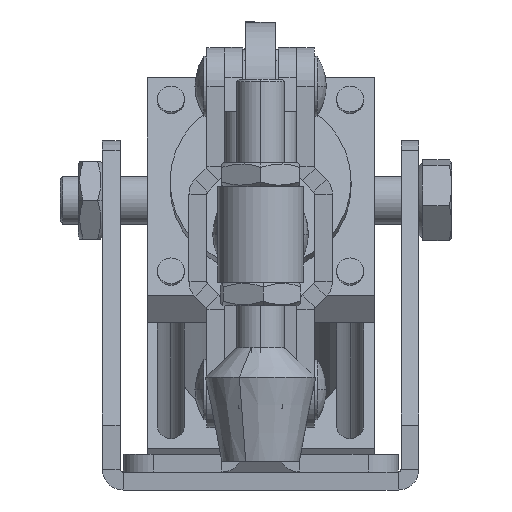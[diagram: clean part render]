
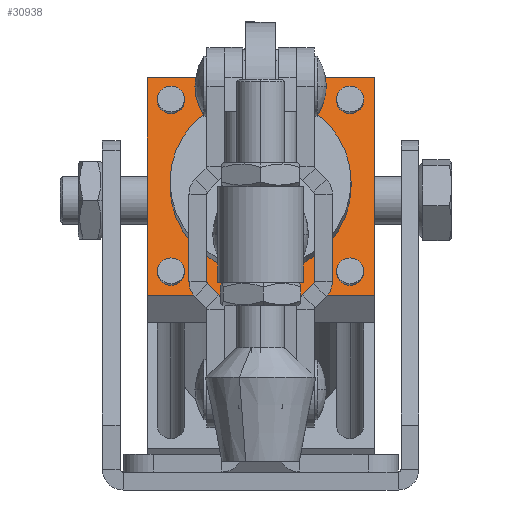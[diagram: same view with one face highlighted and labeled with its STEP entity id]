
A CAD part, left-side view. The second image highlights one B-rep face of the part: STEP entity #30938.
In plain terms, the highlighted face is planar.
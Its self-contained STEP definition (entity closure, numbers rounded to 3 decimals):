
#2785 = EDGE_CURVE ( 'NONE', #16366, #16369, #8918, .T. ) ;
#2797 = EDGE_CURVE ( 'NONE', #16391, #16398, #8938, .T. ) ;
#2809 = EDGE_CURVE ( 'NONE', #16415, #16422, #8956, .T. ) ;
#2821 = EDGE_CURVE ( 'NONE', #16439, #16445, #8974, .T. ) ;
#2861 = EDGE_CURVE ( 'NONE', #16521, #16527, #9034, .T. ) ;
#3160 = EDGE_CURVE ( 'NONE', #29752, #29747, #9241, .T. ) ;
#3171 = EDGE_CURVE ( 'NONE', #16369, #16366, #9263, .T. ) ;
#3172 = EDGE_CURVE ( 'NONE', #16398, #16391, #9265, .T. ) ;
#3173 = EDGE_CURVE ( 'NONE', #16422, #16415, #9266, .T. ) ;
#3174 = EDGE_CURVE ( 'NONE', #16445, #16439, #9267, .T. ) ;
#3175 = EDGE_CURVE ( 'NONE', #29747, #29756, #9268, .T. ) ;
#3176 = EDGE_CURVE ( 'NONE', #29758, #29756, #9269, .T. ) ;
#3177 = EDGE_CURVE ( 'NONE', #29752, #29758, #9259, .T. ) ;
#3178 = EDGE_CURVE ( 'NONE', #16527, #16521, #9273, .T. ) ;
#7298 = DIRECTION ( 'NONE',  ( 1., 0., 0. ) ) ;
#7306 = PLANE ( 'NONE',  #10575 ) ;
#7307 = CARTESIAN_POINT ( 'NONE',  ( 3., 19., 19. ) ) ;
#7309 = DIRECTION ( 'NONE',  ( 0., 1., 0. ) ) ;
#8918 = CIRCLE ( 'NONE', #26599, 2.25 ) ;
#8938 = CIRCLE ( 'NONE', #26605, 2.25 ) ;
#8956 = CIRCLE ( 'NONE', #26611, 2.25 ) ;
#8974 = CIRCLE ( 'NONE', #26617, 2.25 ) ;
#9034 = CIRCLE ( 'NONE', #26637, 15.15 ) ;
#9241 = LINE ( 'NONE', #27796, #9249 ) ;
#9249 = VECTOR ( 'NONE', #27801, 1000. ) ;
#9259 = LINE ( 'NONE', #27837, #9274 ) ;
#9263 = CIRCLE ( 'NONE', #26691, 2.25 ) ;
#9265 = CIRCLE ( 'NONE', #26692, 2.25 ) ;
#9266 = CIRCLE ( 'NONE', #26693, 2.25 ) ;
#9267 = CIRCLE ( 'NONE', #26694, 2.25 ) ;
#9268 = LINE ( 'NONE', #27831, #9270 ) ;
#9269 = LINE ( 'NONE', #27841, #9272 ) ;
#9270 = VECTOR ( 'NONE', #27832, 1000. ) ;
#9272 = VECTOR ( 'NONE', #27843, 1000. ) ;
#9273 = CIRCLE ( 'NONE', #26695, 15.15 ) ;
#9274 = VECTOR ( 'NONE', #27844, 1000. ) ;
#10575 = AXIS2_PLACEMENT_3D ( 'NONE', #7307, #7298, #7309 ) ;
#15060 = ORIENTED_EDGE ( 'NONE', *, *, #2861, .T. ) ;
#16366 = VERTEX_POINT ( 'NONE', #17470 ) ;
#16369 = VERTEX_POINT ( 'NONE', #17471 ) ;
#16391 = VERTEX_POINT ( 'NONE', #17482 ) ;
#16398 = VERTEX_POINT ( 'NONE', #17485 ) ;
#16415 = VERTEX_POINT ( 'NONE', #17494 ) ;
#16422 = VERTEX_POINT ( 'NONE', #17497 ) ;
#16439 = VERTEX_POINT ( 'NONE', #17506 ) ;
#16445 = VERTEX_POINT ( 'NONE', #17509 ) ;
#16521 = VERTEX_POINT ( 'NONE', #17546 ) ;
#16527 = VERTEX_POINT ( 'NONE', #17550 ) ;
#17155 = CARTESIAN_POINT ( 'NONE',  ( 3., -15., 15. ) ) ;
#17156 = DIRECTION ( 'NONE',  ( 1., 0., 0. ) ) ;
#17157 = DIRECTION ( 'NONE',  ( 0., 1., 0. ) ) ;
#17185 = CARTESIAN_POINT ( 'NONE',  ( 3., -15., -15. ) ) ;
#17186 = DIRECTION ( 'NONE',  ( 1., 0., 0. ) ) ;
#17187 = DIRECTION ( 'NONE',  ( 0., 1., 0. ) ) ;
#17215 = CARTESIAN_POINT ( 'NONE',  ( 3., 15., -15. ) ) ;
#17216 = DIRECTION ( 'NONE',  ( 1., 0., 0. ) ) ;
#17217 = DIRECTION ( 'NONE',  ( 0., 1., 0. ) ) ;
#17245 = CARTESIAN_POINT ( 'NONE',  ( 3., 15., 15. ) ) ;
#17246 = DIRECTION ( 'NONE',  ( 1., 0., 0. ) ) ;
#17247 = DIRECTION ( 'NONE',  ( 0., 1., 0. ) ) ;
#17470 = CARTESIAN_POINT ( 'NONE',  ( 3., -12.75, 15. ) ) ;
#17471 = CARTESIAN_POINT ( 'NONE',  ( 3., -17.25, 15. ) ) ;
#17482 = CARTESIAN_POINT ( 'NONE',  ( 3., -12.75, -15. ) ) ;
#17485 = CARTESIAN_POINT ( 'NONE',  ( 3., -17.25, -15. ) ) ;
#17494 = CARTESIAN_POINT ( 'NONE',  ( 3., 17.25, -15. ) ) ;
#17497 = CARTESIAN_POINT ( 'NONE',  ( 3., 12.75, -15. ) ) ;
#17506 = CARTESIAN_POINT ( 'NONE',  ( 3., 17.25, 15. ) ) ;
#17509 = CARTESIAN_POINT ( 'NONE',  ( 3., 12.75, 15. ) ) ;
#17546 = CARTESIAN_POINT ( 'NONE',  ( 3., 0., -15.15 ) ) ;
#17550 = CARTESIAN_POINT ( 'NONE',  ( 3., 0., 15.15 ) ) ;
#20712 = CARTESIAN_POINT ( 'NONE',  ( 3., 0., 0. ) ) ;
#20714 = DIRECTION ( 'NONE',  ( 1., 0., 0. ) ) ;
#20716 = DIRECTION ( 'NONE',  ( 0., 1., 0. ) ) ;
#22610 = FACE_BOUND ( 'NONE', #29613, .T. ) ;
#22613 = FACE_BOUND ( 'NONE', #29610, .T. ) ;
#22615 = FACE_OUTER_BOUND ( 'NONE', #29604, .T. ) ;
#22617 = FACE_BOUND ( 'NONE', #29605, .T. ) ;
#22619 = FACE_BOUND ( 'NONE', #29615, .T. ) ;
#22620 = FACE_BOUND ( 'NONE', #29617, .T. ) ;
#25877 = ORIENTED_EDGE ( 'NONE', *, *, #3171, .T. ) ;
#25878 = ORIENTED_EDGE ( 'NONE', *, *, #2785, .T. ) ;
#25879 = ORIENTED_EDGE ( 'NONE', *, *, #3172, .T. ) ;
#25880 = ORIENTED_EDGE ( 'NONE', *, *, #2797, .T. ) ;
#25881 = ORIENTED_EDGE ( 'NONE', *, *, #3173, .T. ) ;
#25882 = ORIENTED_EDGE ( 'NONE', *, *, #2809, .T. ) ;
#25883 = ORIENTED_EDGE ( 'NONE', *, *, #3174, .T. ) ;
#25884 = ORIENTED_EDGE ( 'NONE', *, *, #2821, .T. ) ;
#25885 = ORIENTED_EDGE ( 'NONE', *, *, #3175, .T. ) ;
#25886 = ORIENTED_EDGE ( 'NONE', *, *, #3176, .F. ) ;
#25887 = ORIENTED_EDGE ( 'NONE', *, *, #3177, .F. ) ;
#25888 = ORIENTED_EDGE ( 'NONE', *, *, #3160, .T. ) ;
#25889 = ORIENTED_EDGE ( 'NONE', *, *, #3178, .T. ) ;
#26599 = AXIS2_PLACEMENT_3D ( 'NONE', #17155, #17156, #17157 ) ;
#26605 = AXIS2_PLACEMENT_3D ( 'NONE', #17185, #17186, #17187 ) ;
#26611 = AXIS2_PLACEMENT_3D ( 'NONE', #17215, #17216, #17217 ) ;
#26617 = AXIS2_PLACEMENT_3D ( 'NONE', #17245, #17246, #17247 ) ;
#26637 = AXIS2_PLACEMENT_3D ( 'NONE', #20712, #20714, #20716 ) ;
#26691 = AXIS2_PLACEMENT_3D ( 'NONE', #27825, #27826, #27827 ) ;
#26692 = AXIS2_PLACEMENT_3D ( 'NONE', #27828, #27829, #27830 ) ;
#26693 = AXIS2_PLACEMENT_3D ( 'NONE', #27833, #27834, #27835 ) ;
#26694 = AXIS2_PLACEMENT_3D ( 'NONE', #27838, #27839, #27840 ) ;
#26695 = AXIS2_PLACEMENT_3D ( 'NONE', #27845, #27846, #27847 ) ;
#27796 = CARTESIAN_POINT ( 'NONE',  ( 3., 19., 19. ) ) ;
#27801 = DIRECTION ( 'NONE',  ( 0., 0., -1. ) ) ;
#27825 = CARTESIAN_POINT ( 'NONE',  ( 3., -15., 15. ) ) ;
#27826 = DIRECTION ( 'NONE',  ( 1., 0., 0. ) ) ;
#27827 = DIRECTION ( 'NONE',  ( 0., 1., 0. ) ) ;
#27828 = CARTESIAN_POINT ( 'NONE',  ( 3., -15., -15. ) ) ;
#27829 = DIRECTION ( 'NONE',  ( 1., 0., 0. ) ) ;
#27830 = DIRECTION ( 'NONE',  ( 0., 1., 0. ) ) ;
#27831 = CARTESIAN_POINT ( 'NONE',  ( 3., 19., -19. ) ) ;
#27832 = DIRECTION ( 'NONE',  ( 0., -1., 0. ) ) ;
#27833 = CARTESIAN_POINT ( 'NONE',  ( 3., 15., -15. ) ) ;
#27834 = DIRECTION ( 'NONE',  ( 1., 0., 0. ) ) ;
#27835 = DIRECTION ( 'NONE',  ( 0., 1., 0. ) ) ;
#27837 = CARTESIAN_POINT ( 'NONE',  ( 3., 19., 19. ) ) ;
#27838 = CARTESIAN_POINT ( 'NONE',  ( 3., 15., 15. ) ) ;
#27839 = DIRECTION ( 'NONE',  ( 1., 0., 0. ) ) ;
#27840 = DIRECTION ( 'NONE',  ( 0., 1., 0. ) ) ;
#27841 = CARTESIAN_POINT ( 'NONE',  ( 3., -19., 19. ) ) ;
#27843 = DIRECTION ( 'NONE',  ( 0., 0., -1. ) ) ;
#27844 = DIRECTION ( 'NONE',  ( 0., -1., 0. ) ) ;
#27845 = CARTESIAN_POINT ( 'NONE',  ( 3., 0., 0. ) ) ;
#27846 = DIRECTION ( 'NONE',  ( 1., 0., 0. ) ) ;
#27847 = DIRECTION ( 'NONE',  ( 0., 1., 0. ) ) ;
#28900 = CARTESIAN_POINT ( 'NONE',  ( 3., 19., -19. ) ) ;
#28903 = CARTESIAN_POINT ( 'NONE',  ( 3., 19., 19. ) ) ;
#28906 = CARTESIAN_POINT ( 'NONE',  ( 3., -19., -19. ) ) ;
#28908 = CARTESIAN_POINT ( 'NONE',  ( 3., -19., 19. ) ) ;
#29604 = EDGE_LOOP ( 'NONE', ( #25885, #25886, #25887, #25888 ) ) ;
#29605 = EDGE_LOOP ( 'NONE', ( #25883, #25884 ) ) ;
#29610 = EDGE_LOOP ( 'NONE', ( #25881, #25882 ) ) ;
#29613 = EDGE_LOOP ( 'NONE', ( #25877, #25878 ) ) ;
#29615 = EDGE_LOOP ( 'NONE', ( #25879, #25880 ) ) ;
#29617 = EDGE_LOOP ( 'NONE', ( #25889, #15060 ) ) ;
#29747 = VERTEX_POINT ( 'NONE', #28900 ) ;
#29752 = VERTEX_POINT ( 'NONE', #28903 ) ;
#29756 = VERTEX_POINT ( 'NONE', #28906 ) ;
#29758 = VERTEX_POINT ( 'NONE', #28908 ) ;
#30938 = ADVANCED_FACE ( 'NONE', ( #22610, #22619, #22613, #22617, #22615, #22620 ), #7306, .F. ) ;
